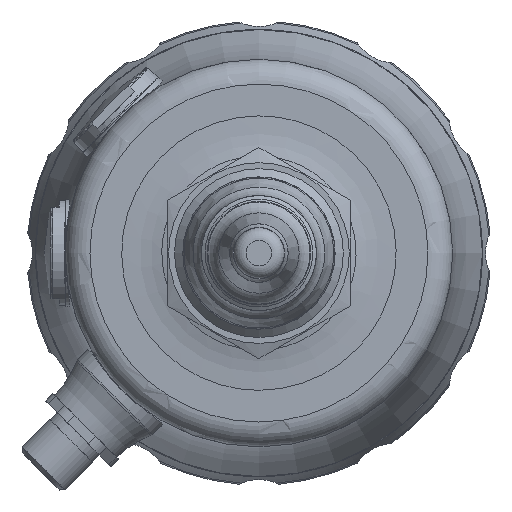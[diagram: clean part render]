
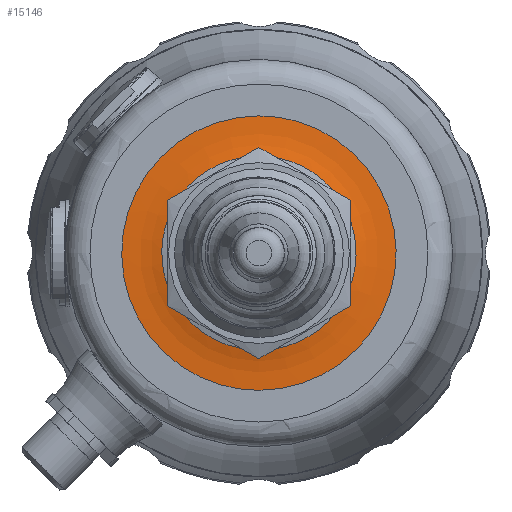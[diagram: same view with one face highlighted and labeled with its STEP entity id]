
A CAD part, left-side view. The second image highlights one B-rep face of the part: STEP entity #15146.
In plain terms, the highlighted toroidal (fillet/blend) face has major radius 27.017 mm and minor radius 30 mm.
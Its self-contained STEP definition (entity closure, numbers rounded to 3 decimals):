
#44=DEGENERATE_TOROIDAL_SURFACE('',#16020,27.018,30.,.T.);
#67=(
BOUNDED_CURVE()
B_SPLINE_CURVE(3,(#21416,#21417,#21418,#21419,#21420,#21421,#21422,#21423,
#21424,#21425,#21426,#21427,#21428,#21429,#21430,#21431,#21432,#21433,#21434,
#21435,#21436,#21437,#21438,#21439),.UNSPECIFIED.,.F.,.F.)
B_SPLINE_CURVE_WITH_KNOTS((4,1,1,1,1,1,1,1,1,1,1,1,1,1,1,1,1,1,1,1,1,4),
(0.,0.047,0.094,0.142,0.19,
0.238,0.285,0.333,0.381,
0.428,0.476,0.524,0.572,0.619,
0.667,0.715,0.762,0.81,
0.858,0.906,0.953,1.),.UNSPECIFIED.)
CURVE()
GEOMETRIC_REPRESENTATION_ITEM()
RATIONAL_B_SPLINE_CURVE((1.,1.,1.,1.,1.,1.,1.,1.,1.,1.,1.,1.,1.,1.,1.,1.,
1.,1.,1.,1.,1.,1.,1.,1.))
REPRESENTATION_ITEM('')
);
#68=(
BOUNDED_CURVE()
B_SPLINE_CURVE(3,(#21442,#21443,#21444,#21445,#21446,#21447,#21448,#21449,
#21450,#21451,#21452,#21453,#21454,#21455,#21456,#21457,#21458,#21459,#21460,
#21461,#21462,#21463,#21464,#21465),.UNSPECIFIED.,.F.,.F.)
B_SPLINE_CURVE_WITH_KNOTS((4,1,1,1,1,1,1,1,1,1,1,1,1,1,1,1,1,1,1,1,1,4),
(0.,0.047,0.094,0.142,0.19,
0.238,0.285,0.333,0.381,
0.428,0.476,0.524,0.572,0.619,
0.667,0.715,0.762,0.81,
0.858,0.906,0.953,1.),.UNSPECIFIED.)
CURVE()
GEOMETRIC_REPRESENTATION_ITEM()
RATIONAL_B_SPLINE_CURVE((1.,1.,1.,1.,1.,1.,1.,1.,1.,1.,1.,1.,1.,1.,1.,1.,
1.,1.,1.,1.,1.,1.,1.,1.))
REPRESENTATION_ITEM('')
);
#3354=ORIENTED_EDGE('',*,*,#5927,.F.);
#3355=ORIENTED_EDGE('',*,*,#5928,.F.);
#3356=ORIENTED_EDGE('',*,*,#5930,.T.);
#3357=ORIENTED_EDGE('',*,*,#5931,.T.);
#5927=EDGE_CURVE('',#7305,#7306,#8157,.F.);
#5928=EDGE_CURVE('',#7306,#7305,#8158,.F.);
#5930=EDGE_CURVE('',#7308,#7309,#67,.T.);
#5931=EDGE_CURVE('',#7309,#7308,#68,.T.);
#7305=VERTEX_POINT('',#21399);
#7306=VERTEX_POINT('',#21400);
#7308=VERTEX_POINT('',#21440);
#7309=VERTEX_POINT('',#21441);
#8157=B_SPLINE_CURVE_WITH_KNOTS('',3,(#21388,#21389,#21390,#21391,#21392,
#21393,#21394,#21395,#21396,#21397,#21398),.UNSPECIFIED.,.F.,.F.,(4,1,1,
1,1,1,1,1,4),(0.,0.125,0.25,0.375,0.5,0.625,0.75,0.875,1.),
 .UNSPECIFIED.);
#8158=B_SPLINE_CURVE_WITH_KNOTS('',3,(#21401,#21402,#21403,#21404,#21405,
#21406,#21407,#21408,#21409,#21410,#21411),.UNSPECIFIED.,.F.,.F.,(4,1,1,
1,1,1,1,1,4),(0.,0.125,0.25,0.375,0.5,0.625,0.75,0.875,1.),
 .UNSPECIFIED.);
#8677=EDGE_LOOP('',(#3354,#3355));
#8678=EDGE_LOOP('',(#3356,#3357));
#9578=FACE_BOUND('',#8677,.T.);
#9579=FACE_BOUND('',#8678,.T.);
#15146=ADVANCED_FACE('',(#9578,#9579),#44,.F.);
#16020=AXIS2_PLACEMENT_3D('',#21415,#17724,#17725);
#17724=DIRECTION('',(1.,0.,0.));
#17725=DIRECTION('',(0.,0.014,-1.));
#21388=CARTESIAN_POINT('',(-1.057,0.,19.124));
#21389=CARTESIAN_POINT('',(-1.057,-2.503,19.124));
#21390=CARTESIAN_POINT('',(-1.057,-7.509,18.128));
#21391=CARTESIAN_POINT('',(-1.057,-13.875,13.875));
#21392=CARTESIAN_POINT('',(-1.057,-18.128,7.509));
#21393=CARTESIAN_POINT('',(-1.057,-19.622,0.));
#21394=CARTESIAN_POINT('',(-1.057,-18.128,-7.509));
#21395=CARTESIAN_POINT('',(-1.057,-13.875,-13.875));
#21396=CARTESIAN_POINT('',(-1.057,-7.509,-18.128));
#21397=CARTESIAN_POINT('',(-1.057,-2.503,-19.124));
#21398=CARTESIAN_POINT('',(-1.057,0.,-19.124));
#21399=CARTESIAN_POINT('',(-1.057,0.,-19.124));
#21400=CARTESIAN_POINT('',(-1.057,0.,19.124));
#21401=CARTESIAN_POINT('',(-1.057,0.,-19.124));
#21402=CARTESIAN_POINT('',(-1.057,2.503,-19.124));
#21403=CARTESIAN_POINT('',(-1.057,7.509,-18.128));
#21404=CARTESIAN_POINT('',(-1.057,13.875,-13.875));
#21405=CARTESIAN_POINT('',(-1.057,18.128,-7.509));
#21406=CARTESIAN_POINT('',(-1.057,19.622,0.));
#21407=CARTESIAN_POINT('',(-1.057,18.128,7.509));
#21408=CARTESIAN_POINT('',(-1.057,13.875,13.875));
#21409=CARTESIAN_POINT('',(-1.057,7.509,18.128));
#21410=CARTESIAN_POINT('',(-1.057,2.503,19.124));
#21411=CARTESIAN_POINT('',(-1.057,0.,19.124));
#21415=CARTESIAN_POINT('',(-30.,0.,0.));
#21416=CARTESIAN_POINT('',(0.,0.,-27.018));
#21417=CARTESIAN_POINT('',(0.,-1.328,-27.017));
#21418=CARTESIAN_POINT('',(0.,-3.975,-26.823));
#21419=CARTESIAN_POINT('',(0.,-7.91,-25.94));
#21420=CARTESIAN_POINT('',(0.,-11.699,-24.467));
#21421=CARTESIAN_POINT('',(0.,-15.233,-22.437));
#21422=CARTESIAN_POINT('',(0.,-18.416,-19.906));
#21423=CARTESIAN_POINT('',(0.,-21.181,-16.935));
#21424=CARTESIAN_POINT('',(0.,-23.471,-13.585));
#21425=CARTESIAN_POINT('',(0.,-25.237,-9.927));
#21426=CARTESIAN_POINT('',(0.,-26.437,-6.045));
#21427=CARTESIAN_POINT('',(0.,-27.043,-2.029));
#21428=CARTESIAN_POINT('',(0.,-27.043,2.032));
#21429=CARTESIAN_POINT('',(0.,-26.436,6.048));
#21430=CARTESIAN_POINT('',(0.,-25.236,9.93));
#21431=CARTESIAN_POINT('',(0.,-23.469,13.588));
#21432=CARTESIAN_POINT('',(0.,-21.179,16.938));
#21433=CARTESIAN_POINT('',(0.,-18.414,19.909));
#21434=CARTESIAN_POINT('',(0.,-15.23,22.439));
#21435=CARTESIAN_POINT('',(0.,-11.695,24.468));
#21436=CARTESIAN_POINT('',(0.,-7.907,25.941));
#21437=CARTESIAN_POINT('',(0.,-3.973,26.823));
#21438=CARTESIAN_POINT('',(0.,-1.327,27.017));
#21439=CARTESIAN_POINT('',(0.,0.,27.018));
#21440=CARTESIAN_POINT('',(0.,0.,-27.018));
#21441=CARTESIAN_POINT('',(0.,0.,27.018));
#21442=CARTESIAN_POINT('',(0.,0.,27.018));
#21443=CARTESIAN_POINT('',(0.,1.328,27.017));
#21444=CARTESIAN_POINT('',(0.,3.975,26.823));
#21445=CARTESIAN_POINT('',(0.,7.91,25.94));
#21446=CARTESIAN_POINT('',(0.,11.699,24.467));
#21447=CARTESIAN_POINT('',(0.,15.233,22.437));
#21448=CARTESIAN_POINT('',(0.,18.416,19.906));
#21449=CARTESIAN_POINT('',(0.,21.181,16.935));
#21450=CARTESIAN_POINT('',(0.,23.471,13.585));
#21451=CARTESIAN_POINT('',(0.,25.237,9.927));
#21452=CARTESIAN_POINT('',(0.,26.437,6.045));
#21453=CARTESIAN_POINT('',(0.,27.043,2.029));
#21454=CARTESIAN_POINT('',(0.,27.043,-2.032));
#21455=CARTESIAN_POINT('',(0.,26.436,-6.048));
#21456=CARTESIAN_POINT('',(0.,25.236,-9.93));
#21457=CARTESIAN_POINT('',(0.,23.469,-13.588));
#21458=CARTESIAN_POINT('',(0.,21.179,-16.938));
#21459=CARTESIAN_POINT('',(0.,18.414,-19.909));
#21460=CARTESIAN_POINT('',(0.,15.23,-22.439));
#21461=CARTESIAN_POINT('',(0.,11.695,-24.468));
#21462=CARTESIAN_POINT('',(0.,7.907,-25.941));
#21463=CARTESIAN_POINT('',(0.,3.973,-26.823));
#21464=CARTESIAN_POINT('',(0.,1.327,-27.017));
#21465=CARTESIAN_POINT('',(0.,0.,-27.018));
